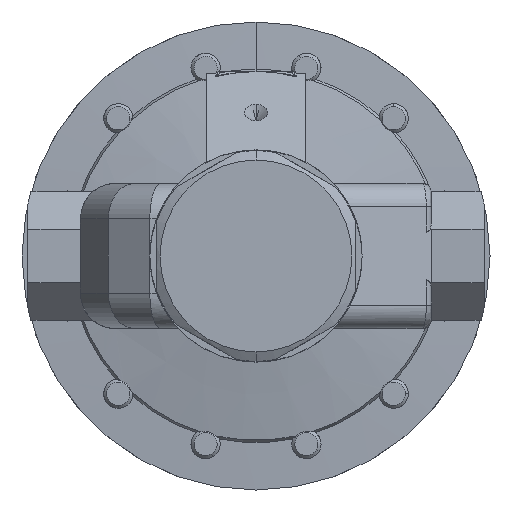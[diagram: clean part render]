
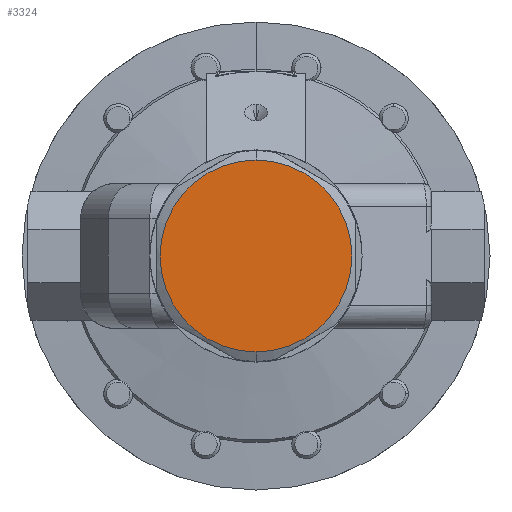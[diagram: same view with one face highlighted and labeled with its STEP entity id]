
A CAD part, front view. The second image highlights one B-rep face of the part: STEP entity #3324.
In plain terms, the highlighted planar face has unit normal (0, -1, 0).
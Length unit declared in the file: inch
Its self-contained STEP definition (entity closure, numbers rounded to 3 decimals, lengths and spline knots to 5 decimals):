
#1902 = DIRECTION ( 'NONE',  ( 0., 0., -1. ) ) ;
#2890 = DIRECTION ( 'NONE',  ( 0., -1., 0. ) ) ;
#3240 = CARTESIAN_POINT ( 'NONE',  ( 2.63408, 0.54557, 3.81686 ) ) ;
#3297 = DIRECTION ( 'NONE',  ( 0., 1., 0. ) ) ;
#3324 = ADVANCED_FACE ( 'NONE', ( #14967 ), #4752, .F. ) ;
#3963 = VERTEX_POINT ( 'NONE', #10217 ) ;
#4752 = PLANE ( 'NONE',  #13915 ) ;
#4988 = ORIENTED_EDGE ( 'NONE', *, *, #10940, .T. ) ;
#6168 = EDGE_CURVE ( 'NONE', #3963, #10236, #10182, .T. ) ;
#7757 = ORIENTED_EDGE ( 'NONE', *, *, #6168, .T. ) ;
#9680 = EDGE_LOOP ( 'NONE', ( #7757, #4988 ) ) ;
#10001 = CIRCLE ( 'NONE', #11082, 1.025 ) ;
#10182 = CIRCLE ( 'NONE', #12648, 1.025 ) ;
#10217 = CARTESIAN_POINT ( 'NONE',  ( 2.63408, 0.54557, 6.06872 ) ) ;
#10236 = VERTEX_POINT ( 'NONE', #11501 ) ;
#10293 = CARTESIAN_POINT ( 'NONE',  ( 2.63408, 0.54557, 5.04372 ) ) ;
#10619 = CARTESIAN_POINT ( 'NONE',  ( 2.63408, 0.54557, 5.04372 ) ) ;
#10940 = EDGE_CURVE ( 'NONE', #10236, #3963, #10001, .T. ) ;
#11082 = AXIS2_PLACEMENT_3D ( 'NONE', #10293, #2890, #11563 ) ;
#11501 = CARTESIAN_POINT ( 'NONE',  ( 2.63408, 0.54557, 4.01872 ) ) ;
#11563 = DIRECTION ( 'NONE',  ( 0., 0., -1. ) ) ;
#12648 = AXIS2_PLACEMENT_3D ( 'NONE', #10619, #13298, #1902 ) ;
#13298 = DIRECTION ( 'NONE',  ( 0., -1., 0. ) ) ;
#13915 = AXIS2_PLACEMENT_3D ( 'NONE', #3240, #3297, #14429 ) ;
#14429 = DIRECTION ( 'NONE',  ( 0., 0., 1. ) ) ;
#14967 = FACE_OUTER_BOUND ( 'NONE', #9680, .T. ) ;
